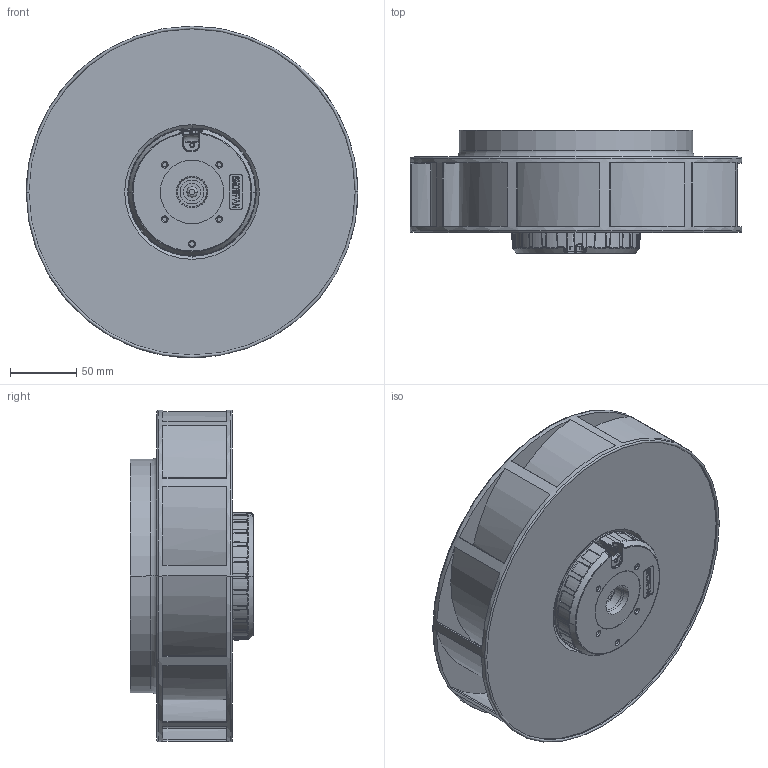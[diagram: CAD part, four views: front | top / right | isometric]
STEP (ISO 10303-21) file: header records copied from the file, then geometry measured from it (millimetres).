
FILE_DESCRIPTION((''),'2;1');
FILE_NAME('ASM0001_ASM','2018-09-25T',('Administrator'),(''),'PRO/ENGINEER BY PARAMETRIC TECHNOLOGY CORPORATION, 2009440','PRO/ENGINEER BY PARAMETRIC TECHNOLOGY CORPORATION, 2009440','');
FILE_SCHEMA(('CONFIG_CONTROL_DESIGN'));
Length unit declared in the file: millimetre
Products named in the file (4): 410525; PRT0002; TIEKE; ASM0001_ASM
Assembly tree (3 placements, depth 2):
  ASM0001_ASM
    410525
    PRT0002
    TIEKE
Bounding box: 250 x 92.8 x 250 mm (x, y, z)
Volume: 484362.8 mm3; surface area: 374342.7 mm2
Topology: 3 solids, 3 shells, 1064 faces, 2871 edges, 1830 vertices
Faces by surface type: cylinder 337, plane 333, torus 170, bspline 129, cone 85, sphere 10
Entity records: 41844 total; most frequent: CARTESIAN_POINT 16347, ORIENTED_EDGE 5728, DIRECTION 4912, EDGE_CURVE 2864, AXIS2_PLACEMENT_3D 1954, VERTEX_POINT 1830, EDGE_LOOP 1116, FACE_OUTER_BOUND 1064
